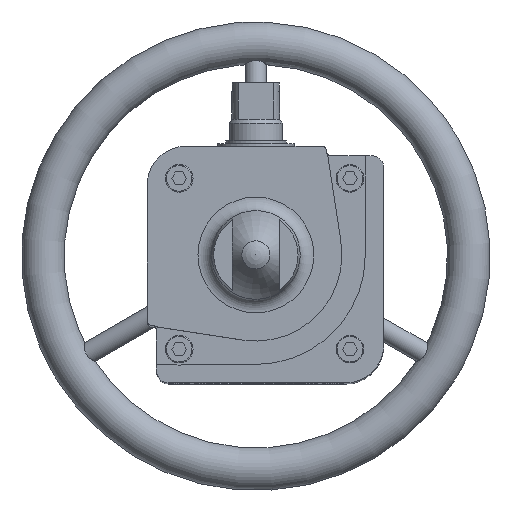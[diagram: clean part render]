
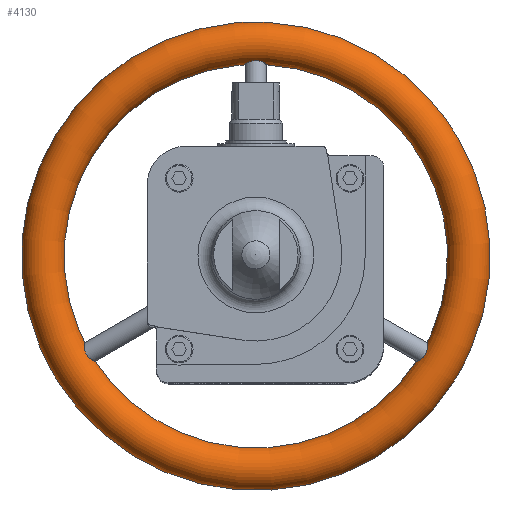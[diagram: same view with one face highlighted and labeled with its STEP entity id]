
A CAD part, top view. The second image highlights one B-rep face of the part: STEP entity #4130.
In plain terms, the highlighted toroidal (fillet/blend) face has major radius 100 mm and minor radius 10 mm.
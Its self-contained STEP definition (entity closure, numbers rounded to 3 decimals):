
#93=TOROIDAL_SURFACE('',#4467,100.,10.);
#107=B_SPLINE_CURVE_WITH_KNOTS('',3,(#6411,#6412,#6413,#6414,#6415,#6416,
#6417,#6418,#6419,#6420,#6421,#6422,#6423,#6424,#6425,#6426,#6427,#6428),
 .UNSPECIFIED.,.T.,.F.,(1,1,1,1,1,1,1,1,1,1,1,1,1,1,1,1,1,1,1,1,1,1),(-0.006,
-0.004,-0.002,0.,0.002,0.004,
0.006,0.008,0.01,0.012,
0.014,0.016,0.018,0.02,
0.024,0.026,0.028,0.03,
0.032,0.034,0.036,0.038),
 .UNSPECIFIED.);
#108=B_SPLINE_CURVE_WITH_KNOTS('',3,(#6430,#6431,#6432,#6433,#6434,#6435,
#6436,#6437,#6438,#6439,#6440,#6441,#6442,#6443,#6444,#6445,#6446,#6447,
#6448),.UNSPECIFIED.,.T.,.F.,(1,1,1,1,1,1,1,1,1,1,1,1,1,1,1,1,1,1,1,1,1,
1,1),(-0.006,-0.004,-0.002,0.,
0.002,0.004,0.006,0.008,
0.01,0.012,0.014,0.016,
0.018,0.02,0.022,0.024,
0.026,0.028,0.03,0.032,
0.034,0.036,0.038),.UNSPECIFIED.);
#109=B_SPLINE_CURVE_WITH_KNOTS('',3,(#6450,#6451,#6452,#6453,#6454,#6455,
#6456,#6457,#6458,#6459,#6460,#6461,#6462,#6463,#6464,#6465,#6466,#6467,
#6468),.UNSPECIFIED.,.T.,.F.,(1,1,1,1,1,1,1,1,1,1,1,1,1,1,1,1,1,1,1,1,1,
1,1),(-0.006,-0.004,-0.002,0.,
0.002,0.004,0.006,0.008,
0.01,0.012,0.014,0.016,
0.018,0.02,0.022,0.024,
0.026,0.028,0.03,0.032,
0.034,0.036,0.038),.UNSPECIFIED.);
#1096=ORIENTED_EDGE('',*,*,#2182,.F.);
#1097=ORIENTED_EDGE('',*,*,#2183,.T.);
#1098=ORIENTED_EDGE('',*,*,#2184,.T.);
#2182=EDGE_CURVE('',#2718,#2718,#107,.T.);
#2183=EDGE_CURVE('',#2719,#2719,#108,.T.);
#2184=EDGE_CURVE('',#2720,#2720,#109,.T.);
#2718=VERTEX_POINT('',#6429);
#2719=VERTEX_POINT('',#6449);
#2720=VERTEX_POINT('',#6469);
#3264=EDGE_LOOP('',(#1096));
#3265=EDGE_LOOP('',(#1097));
#3266=EDGE_LOOP('',(#1098));
#3658=FACE_BOUND('',#3264,.T.);
#3659=FACE_BOUND('',#3265,.T.);
#3660=FACE_BOUND('',#3266,.T.);
#4130=ADVANCED_FACE('',(#3658,#3659,#3660),#93,.T.);
#4467=AXIS2_PLACEMENT_3D('',#6410,#5056,#5057);
#5056=DIRECTION('',(0.,0.,-1.));
#5057=DIRECTION('',(-1.,0.,0.));
#6410=CARTESIAN_POINT('',(0.,0.,-224.1));
#6411=CARTESIAN_POINT('',(-4.351,89.977,-225.731));
#6412=CARTESIAN_POINT('',(-3.081,90.436,-227.275));
#6413=CARTESIAN_POINT('',(-1.348,90.911,-228.29));
#6414=CARTESIAN_POINT('',(0.729,91.,-228.451));
#6415=CARTESIAN_POINT('',(2.609,90.591,-227.645));
#6416=CARTESIAN_POINT('',(4.011,90.1,-226.251));
#6417=CARTESIAN_POINT('',(4.909,89.807,-224.432));
#6418=CARTESIAN_POINT('',(5.11,89.931,-222.385));
#6419=CARTESIAN_POINT('',(4.482,90.505,-220.497));
#6420=CARTESIAN_POINT('',(3.157,91.258,-219.102));
#6421=CARTESIAN_POINT('',(1.35,91.839,-218.31));
#6422=CARTESIAN_POINT('',(-1.401,91.969,-218.158));
#6423=CARTESIAN_POINT('',(-3.843,90.965,-219.414));
#6424=CARTESIAN_POINT('',(-4.999,90.072,-221.748));
#6425=CARTESIAN_POINT('',(-5.059,89.793,-223.802));
#6426=CARTESIAN_POINT('',(-4.351,89.977,-225.731));
#6427=CARTESIAN_POINT('',(-3.081,90.436,-227.275));
#6428=CARTESIAN_POINT('',(-1.348,90.911,-228.29));
#6429=CARTESIAN_POINT('',(-3.004,90.439,-227.187));
#6430=CARTESIAN_POINT('',(75.404,-49.066,-224.796));
#6431=CARTESIAN_POINT('',(76.216,-48.364,-226.559));
#6432=CARTESIAN_POINT('',(77.398,-47.321,-227.856));
#6433=CARTESIAN_POINT('',(78.667,-45.805,-228.502));
#6434=CARTESIAN_POINT('',(79.523,-43.933,-228.149));
#6435=CARTESIAN_POINT('',(79.914,-42.262,-227.018));
#6436=CARTESIAN_POINT('',(80.134,-41.035,-225.395));
#6437=CARTESIAN_POINT('',(80.329,-40.479,-223.429));
#6438=CARTESIAN_POINT('',(80.54,-40.843,-221.403));
#6439=CARTESIAN_POINT('',(80.652,-42.061,-219.737));
#6440=CARTESIAN_POINT('',(80.474,-43.792,-218.631));
#6441=CARTESIAN_POINT('',(79.811,-45.688,-218.163));
#6442=CARTESIAN_POINT('',(78.616,-47.358,-218.405));
#6443=CARTESIAN_POINT('',(77.196,-48.54,-219.314));
#6444=CARTESIAN_POINT('',(75.946,-49.217,-220.803));
#6445=CARTESIAN_POINT('',(75.263,-49.383,-222.756));
#6446=CARTESIAN_POINT('',(75.404,-49.066,-224.796));
#6447=CARTESIAN_POINT('',(76.216,-48.364,-226.559));
#6448=CARTESIAN_POINT('',(77.398,-47.321,-227.856));
#6449=CARTESIAN_POINT('',(76.278,-48.307,-226.481));
#6450=CARTESIAN_POINT('',(-77.872,-46.835,-228.189));
#6451=CARTESIAN_POINT('',(-76.604,-48.038,-227.074));
#6452=CARTESIAN_POINT('',(-75.637,-48.851,-225.476));
#6453=CARTESIAN_POINT('',(-75.221,-49.317,-223.519));
#6454=CARTESIAN_POINT('',(-75.606,-49.339,-221.486));
#6455=CARTESIAN_POINT('',(-76.693,-48.849,-219.8));
#6456=CARTESIAN_POINT('',(-78.094,-47.856,-218.67));
#6457=CARTESIAN_POINT('',(-79.419,-46.356,-218.169));
#6458=CARTESIAN_POINT('',(-80.294,-44.494,-218.378));
#6459=CARTESIAN_POINT('',(-80.63,-42.663,-219.257));
#6460=CARTESIAN_POINT('',(-80.604,-41.218,-220.718));
#6461=CARTESIAN_POINT('',(-80.41,-40.499,-222.65));
#6462=CARTESIAN_POINT('',(-80.203,-40.735,-224.701));
#6463=CARTESIAN_POINT('',(-80.004,-41.753,-226.474));
#6464=CARTESIAN_POINT('',(-79.703,-43.273,-227.799));
#6465=CARTESIAN_POINT('',(-79.05,-45.13,-228.492));
#6466=CARTESIAN_POINT('',(-77.872,-46.835,-228.189));
#6467=CARTESIAN_POINT('',(-76.604,-48.038,-227.074));
#6468=CARTESIAN_POINT('',(-75.637,-48.851,-225.476));
#6469=CARTESIAN_POINT('',(-76.654,-47.973,-226.994));
